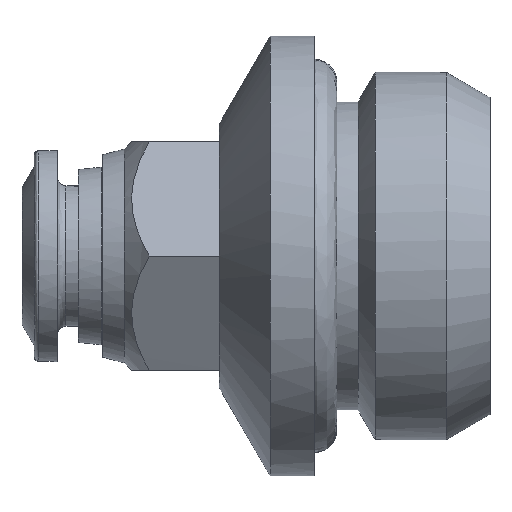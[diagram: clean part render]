
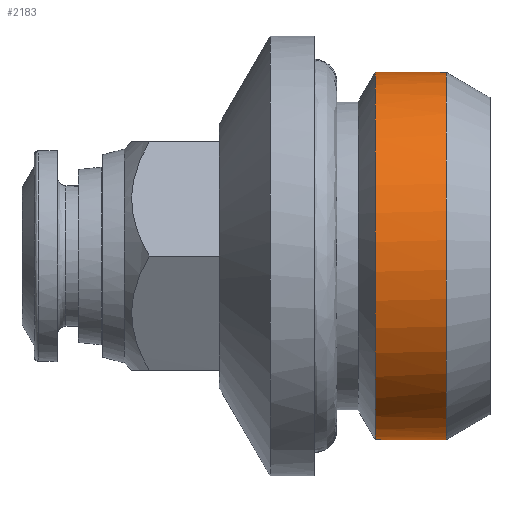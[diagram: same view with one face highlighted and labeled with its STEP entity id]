
A CAD part, left-side view. The second image highlights one B-rep face of the part: STEP entity #2183.
In plain terms, the highlighted free-form (B-spline) face has degree [1, 3] with [2, 4] control points.
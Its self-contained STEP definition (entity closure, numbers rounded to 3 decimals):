
#27 = CARTESIAN_POINT ( 'NONE',  ( -20.87, 2.485, 10.435 ) ) ;
#53 = B_SPLINE_CURVE_WITH_KNOTS ( 'NONE', 1,
 ( #1125, #2723 ),
 .UNSPECIFIED., .F., .F.,
 ( 2, 2 ),
 ( -1., 0. ),
 .UNSPECIFIED. ) ;
#176 = ORIENTED_EDGE ( 'NONE', *, *, #2596, .T. ) ;
#248 = CARTESIAN_POINT ( 'NONE',  ( -20.87, 6.527, -10.435 ) ) ;
#293 = EDGE_LOOP ( 'NONE', ( #560, #1877, #3866, #176 ) ) ;
#516 = CARTESIAN_POINT ( 'NONE',  ( -20.87, 2.485, -10.435 ) ) ;
#560 = ORIENTED_EDGE ( 'NONE', *, *, #4057, .F. ) ;
#623 = EDGE_CURVE ( 'NONE', #3345, #3149, #53, .T. ) ;
#647 = FACE_OUTER_BOUND ( 'NONE', #293, .T. ) ;
#691 = CARTESIAN_POINT ( 'NONE',  ( 0., 2.485, -10.435 ) ) ;
#805 = CARTESIAN_POINT ( 'NONE',  ( 0., 2.485, 10.435 ) ) ;
#1125 = CARTESIAN_POINT ( 'NONE',  ( 0., 6.527, -10.435 ) ) ;
#1304 = CARTESIAN_POINT ( 'NONE',  ( 0., 6.527, -10.435 ) ) ;
#1310 =( BOUNDED_CURVE ( )  B_SPLINE_CURVE ( 3, ( #805, #2351, #516, #3965 ),
 .UNSPECIFIED., .F., .F. ) 
 B_SPLINE_CURVE_WITH_KNOTS ( ( 4, 4 ),
 ( -3.142, 0. ),
 .UNSPECIFIED. ) 
 CURVE ( )  GEOMETRIC_REPRESENTATION_ITEM ( )  RATIONAL_B_SPLINE_CURVE ( ( 1., 0.333, 0.333, 1. ) ) 
 REPRESENTATION_ITEM ( '' )  );
#1319 = CARTESIAN_POINT ( 'NONE',  ( 0., 2.485, 10.435 ) ) ;
#1334 = CARTESIAN_POINT ( 'NONE',  ( 0., 6.527, 10.435 ) ) ;
#1546 = B_SPLINE_CURVE_WITH_KNOTS ( 'NONE', 1,
 ( #1998, #2254 ),
 .UNSPECIFIED., .F., .F.,
 ( 2, 2 ),
 ( -1., 0. ),
 .UNSPECIFIED. ) ;
#1877 = ORIENTED_EDGE ( 'NONE', *, *, #623, .T. ) ;
#1893 = EDGE_CURVE ( 'NONE', #3455, #3149, #1310, .T. ) ;
#1925 =( BOUNDED_SURFACE ( )  B_SPLINE_SURFACE ( 1, 3, ( 
 ( #1334, #3194, #3822, #1304 ),
 ( #1319, #27, #2569, #691 ) ),
 .UNSPECIFIED., .F., .F., .T. ) 
 B_SPLINE_SURFACE_WITH_KNOTS ( ( 2, 2 ),
 ( 4, 4 ),
 ( 0., 1. ),
 ( 0., 1. ),
 .UNSPECIFIED. ) 
 GEOMETRIC_REPRESENTATION_ITEM ( )  RATIONAL_B_SPLINE_SURFACE ( (
 ( 1., 0.333, 0.333, 1.),
 ( 1., 0.333, 0.333, 1.) ) ) 
 REPRESENTATION_ITEM ( '' )  SURFACE ( )  );
#1998 = CARTESIAN_POINT ( 'NONE',  ( 0., 2.485, 10.435 ) ) ;
#2183 = ADVANCED_FACE ( 'NONE', ( #647 ), #1925, .F. ) ;
#2254 = CARTESIAN_POINT ( 'NONE',  ( 0., 6.527, 10.435 ) ) ;
#2286 = CARTESIAN_POINT ( 'NONE',  ( 0., 6.527, -10.435 ) ) ;
#2291 = CARTESIAN_POINT ( 'NONE',  ( 0., 2.485, 10.435 ) ) ;
#2351 = CARTESIAN_POINT ( 'NONE',  ( -20.87, 2.485, 10.435 ) ) ;
#2396 =( BOUNDED_CURVE ( )  B_SPLINE_CURVE ( 3, ( #4048, #248, #3082, #3754 ),
 .UNSPECIFIED., .F., .F. ) 
 B_SPLINE_CURVE_WITH_KNOTS ( ( 4, 4 ),
 ( -3.142, 0. ),
 .UNSPECIFIED. ) 
 CURVE ( )  GEOMETRIC_REPRESENTATION_ITEM ( )  RATIONAL_B_SPLINE_CURVE ( ( 1., 0.333, 0.333, 1. ) ) 
 REPRESENTATION_ITEM ( '' )  );
#2569 = CARTESIAN_POINT ( 'NONE',  ( -20.87, 2.485, -10.435 ) ) ;
#2596 = EDGE_CURVE ( 'NONE', #3455, #2867, #1546, .T. ) ;
#2723 = CARTESIAN_POINT ( 'NONE',  ( 0., 2.485, -10.435 ) ) ;
#2788 = CARTESIAN_POINT ( 'NONE',  ( 0., 6.527, 10.435 ) ) ;
#2867 = VERTEX_POINT ( 'NONE', #2788 ) ;
#3082 = CARTESIAN_POINT ( 'NONE',  ( -20.87, 6.527, 10.435 ) ) ;
#3149 = VERTEX_POINT ( 'NONE', #3367 ) ;
#3194 = CARTESIAN_POINT ( 'NONE',  ( -20.87, 6.527, 10.435 ) ) ;
#3345 = VERTEX_POINT ( 'NONE', #2286 ) ;
#3367 = CARTESIAN_POINT ( 'NONE',  ( 0., 2.485, -10.435 ) ) ;
#3455 = VERTEX_POINT ( 'NONE', #2291 ) ;
#3754 = CARTESIAN_POINT ( 'NONE',  ( 0., 6.527, 10.435 ) ) ;
#3822 = CARTESIAN_POINT ( 'NONE',  ( -20.87, 6.527, -10.435 ) ) ;
#3866 = ORIENTED_EDGE ( 'NONE', *, *, #1893, .F. ) ;
#3965 = CARTESIAN_POINT ( 'NONE',  ( 0., 2.485, -10.435 ) ) ;
#4048 = CARTESIAN_POINT ( 'NONE',  ( 0., 6.527, -10.435 ) ) ;
#4057 = EDGE_CURVE ( 'NONE', #3345, #2867, #2396, .T. ) ;
